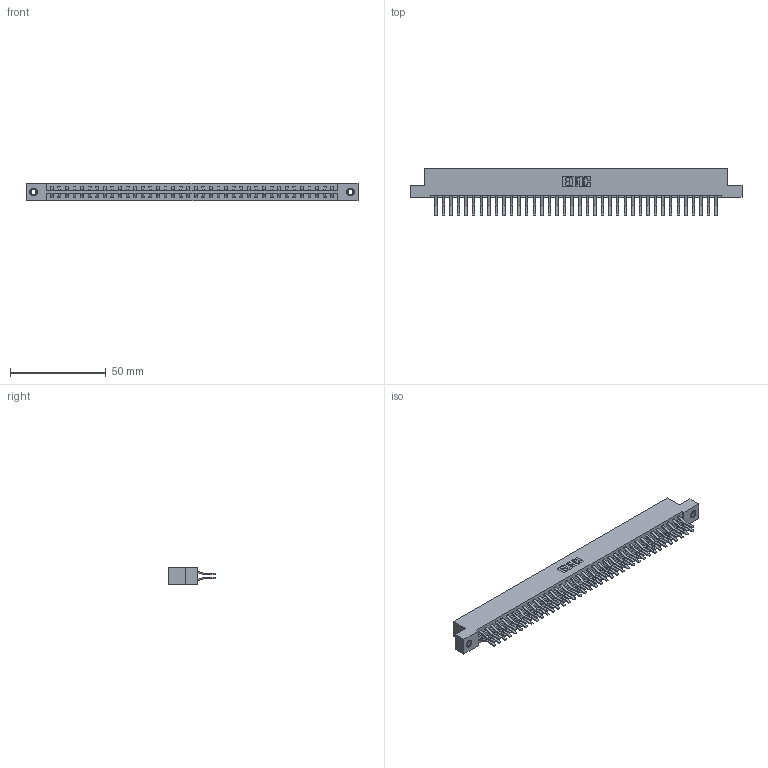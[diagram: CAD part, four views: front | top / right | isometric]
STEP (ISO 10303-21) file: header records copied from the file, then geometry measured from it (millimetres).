
FILE_DESCRIPTION (( 'STEP AP203' ), '1' );
FILE_NAME ('387-076-560-207.STEP', '2018-09-23T16:26:08', ( '' ), ( '' ), 'SwSTEP 2.0', 'SolidWorks 2016', '' );
FILE_SCHEMA (( 'CONFIG_CONTROL_DESIGN' ));
Length unit declared in the file: inch
Products named in the file (4): 345-250-001_345-250-005-103; 387-076-560-207; 337 Part_Flush Mounting Lugs - 0.156 Dia-TI; 345-292-001_560 Tail
Assembly tree (79 placements, depth 2):
  387-076-560-207
    337 Part_Flush Mounting Lugs - 0.156 Dia-TI
    345-292-001_560 Tail  x76
    345-250-001_345-250-005-103  x2
Bounding box: 173.58 x 24.78 x 9.4 mm (x, y, z)
Volume: 18725 mm3; surface area: 22607.5 mm2
Topology: 79 solids, 79 shells, 4430 faces, 13139 edges, 8650 vertices
Faces by surface type: plane 2990, cylinder 1424, cone 12, torus 4
Entity records: 31254 total; most frequent: CARTESIAN_POINT 5249, ORIENTED_EDGE 5178, DIRECTION 4507, EDGE_CURVE 2589, VECTOR 2437, LINE 2437, VERTEX_POINT 1720, AXIS2_PLACEMENT_3D 1035
